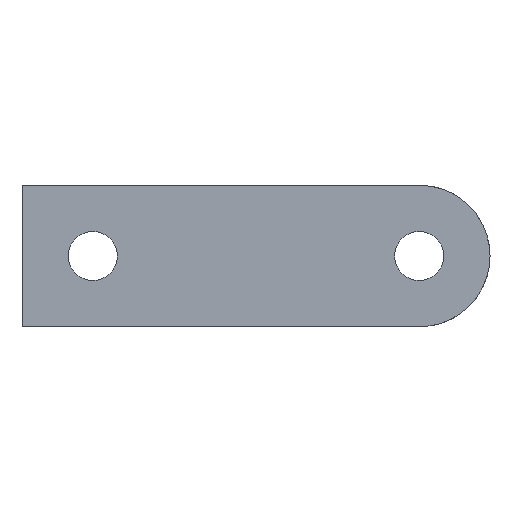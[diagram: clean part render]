
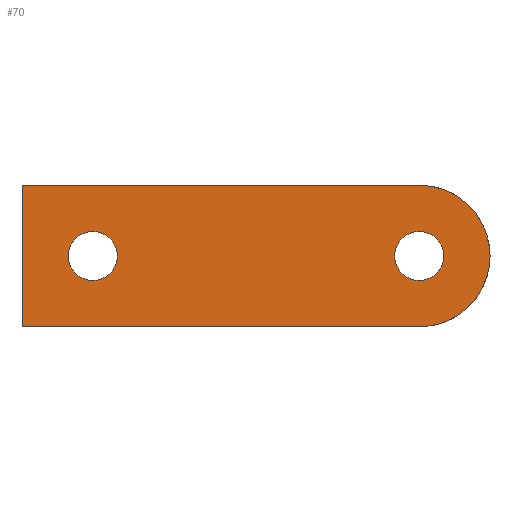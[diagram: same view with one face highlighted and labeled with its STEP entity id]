
A CAD part, top view. The second image highlights one B-rep face of the part: STEP entity #70.
In plain terms, the highlighted planar face has unit normal (0, 0, 1).
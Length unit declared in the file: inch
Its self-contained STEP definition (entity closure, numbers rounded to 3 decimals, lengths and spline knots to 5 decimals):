
#70=ADVANCED_FACE('',(#150,#151,#152),#153,.T.);
#150=FACE_BOUND('',#266,.T.);
#151=FACE_BOUND('',#267,.T.);
#152=FACE_OUTER_BOUND('',#268,.T.);
#153=PLANE('',#269);
#266=EDGE_LOOP('',(#460,#461,#462,#463));
#267=EDGE_LOOP('',(#464,#465,#466,#467));
#268=EDGE_LOOP('',(#468,#469,#470,#471,#472));
#269=AXIS2_PLACEMENT_3D('',#473,#474,#475);
#460=ORIENTED_EDGE('',*,*,#569,.F.);
#461=ORIENTED_EDGE('',*,*,#559,.F.);
#462=ORIENTED_EDGE('',*,*,#570,.F.);
#463=ORIENTED_EDGE('',*,*,#571,.F.);
#464=ORIENTED_EDGE('',*,*,#572,.F.);
#465=ORIENTED_EDGE('',*,*,#573,.F.);
#466=ORIENTED_EDGE('',*,*,#574,.F.);
#467=ORIENTED_EDGE('',*,*,#575,.F.);
#468=ORIENTED_EDGE('',*,*,#576,.F.);
#469=ORIENTED_EDGE('',*,*,#577,.F.);
#470=ORIENTED_EDGE('',*,*,#578,.F.);
#471=ORIENTED_EDGE('',*,*,#564,.F.);
#472=ORIENTED_EDGE('',*,*,#579,.F.);
#473=CARTESIAN_POINT('',(1.26906,0.40631,0.125));
#474=DIRECTION('',(0.0,0.0,1.0));
#475=DIRECTION('',(1.0,0.0,0.0));
#559=EDGE_CURVE('',#614,#615,#616,.T.);
#564=EDGE_CURVE('',#623,#624,#625,.T.);
#569=EDGE_CURVE('',#615,#632,#633,.T.);
#570=EDGE_CURVE('',#634,#614,#635,.T.);
#571=EDGE_CURVE('',#632,#634,#636,.T.);
#572=EDGE_CURVE('',#637,#638,#639,.T.);
#573=EDGE_CURVE('',#640,#637,#641,.T.);
#574=EDGE_CURVE('',#642,#640,#643,.T.);
#575=EDGE_CURVE('',#638,#642,#644,.T.);
#576=EDGE_CURVE('',#645,#646,#647,.T.);
#577=EDGE_CURVE('',#648,#645,#649,.T.);
#578=EDGE_CURVE('',#624,#648,#650,.T.);
#579=EDGE_CURVE('',#646,#623,#651,.T.);
#614=VERTEX_POINT('',#695);
#615=VERTEX_POINT('',#696);
#616=B_SPLINE_CURVE_WITH_KNOTS('',3,(#697,#698,#699,#700),.UNSPECIFIED.,.F.,.F.,(4,4),(0.0,1.0),.UNSPECIFIED.);
#623=VERTEX_POINT('',#712);
#624=VERTEX_POINT('',#713);
#625=LINE('',#714,#715);
#632=VERTEX_POINT('',#725);
#633=B_SPLINE_CURVE_WITH_KNOTS('',3,(#726,#727,#728,#729),.UNSPECIFIED.,.F.,.F.,(4,4),(0.0,1.0),.UNSPECIFIED.);
#634=VERTEX_POINT('',#730);
#635=B_SPLINE_CURVE_WITH_KNOTS('',3,(#731,#732,#733,#734),.UNSPECIFIED.,.F.,.F.,(4,4),(0.0,1.0),.UNSPECIFIED.);
#636=B_SPLINE_CURVE_WITH_KNOTS('',3,(#735,#736,#737,#738),.UNSPECIFIED.,.F.,.F.,(4,4),(0.0,1.0),.UNSPECIFIED.);
#637=VERTEX_POINT('',#739);
#638=VERTEX_POINT('',#740);
#639=B_SPLINE_CURVE_WITH_KNOTS('',3,(#741,#742,#743,#744),.UNSPECIFIED.,.F.,.F.,(4,4),(0.0,1.0),.UNSPECIFIED.);
#640=VERTEX_POINT('',#745);
#641=B_SPLINE_CURVE_WITH_KNOTS('',3,(#746,#747,#748,#749),.UNSPECIFIED.,.F.,.F.,(4,4),(0.0,1.0),.UNSPECIFIED.);
#642=VERTEX_POINT('',#750);
#643=B_SPLINE_CURVE_WITH_KNOTS('',3,(#751,#752,#753,#754),.UNSPECIFIED.,.F.,.F.,(4,4),(0.0,1.0),.UNSPECIFIED.);
#644=B_SPLINE_CURVE_WITH_KNOTS('',3,(#755,#756,#757,#758),.UNSPECIFIED.,.F.,.F.,(4,4),(0.0,1.0),.UNSPECIFIED.);
#645=VERTEX_POINT('',#759);
#646=VERTEX_POINT('',#760);
#647=B_SPLINE_CURVE_WITH_KNOTS('',3,(#761,#762,#763,#764),.UNSPECIFIED.,.F.,.F.,(4,4),(-1.0,-0.0),.UNSPECIFIED.);
#648=VERTEX_POINT('',#765);
#649=B_SPLINE_CURVE_WITH_KNOTS('',3,(#766,#767,#768,#769),.UNSPECIFIED.,.F.,.F.,(4,4),(-1.0,-0.0),.UNSPECIFIED.);
#650=LINE('',#770,#771);
#651=LINE('',#772,#773);
#695=CARTESIAN_POINT('',(2.28161,0.26568,0.125));
#696=CARTESIAN_POINT('',(2.42225,0.40632,0.125));
#697=CARTESIAN_POINT('',(2.28161,0.26568,0.125));
#698=CARTESIAN_POINT('',(2.35929,0.26568,0.125));
#699=CARTESIAN_POINT('',(2.42225,0.32864,0.125));
#700=CARTESIAN_POINT('',(2.42225,0.40632,0.125));
#712=CARTESIAN_POINT('',(0.0,0.0,0.125));
#713=CARTESIAN_POINT('',(0.0,0.81263,0.125));
#714=CARTESIAN_POINT('',(0.0,0.81263,0.125));
#715=VECTOR('',#856,1.0);
#725=CARTESIAN_POINT('',(2.28161,0.54696,0.125));
#726=CARTESIAN_POINT('',(2.42225,0.40632,0.125));
#727=CARTESIAN_POINT('',(2.42225,0.484,0.125));
#728=CARTESIAN_POINT('',(2.35929,0.54696,0.125));
#729=CARTESIAN_POINT('',(2.28161,0.54696,0.125));
#730=CARTESIAN_POINT('',(2.14097,0.40632,0.125));
#731=CARTESIAN_POINT('',(2.14097,0.40632,0.125));
#732=CARTESIAN_POINT('',(2.14097,0.32864,0.125));
#733=CARTESIAN_POINT('',(2.20393,0.26568,0.125));
#734=CARTESIAN_POINT('',(2.28161,0.26568,0.125));
#735=CARTESIAN_POINT('',(2.28161,0.54696,0.125));
#736=CARTESIAN_POINT('',(2.20393,0.54696,0.125));
#737=CARTESIAN_POINT('',(2.14097,0.484,0.125));
#738=CARTESIAN_POINT('',(2.14097,0.40632,0.125));
#739=CARTESIAN_POINT('',(0.54696,0.40632,0.125));
#740=CARTESIAN_POINT('',(0.40631,0.54696,0.125));
#741=CARTESIAN_POINT('',(0.54696,0.40632,0.125));
#742=CARTESIAN_POINT('',(0.54696,0.484,0.125));
#743=CARTESIAN_POINT('',(0.48399,0.54696,0.125));
#744=CARTESIAN_POINT('',(0.40631,0.54696,0.125));
#745=CARTESIAN_POINT('',(0.40631,0.26568,0.125));
#746=CARTESIAN_POINT('',(0.40631,0.26568,0.125));
#747=CARTESIAN_POINT('',(0.48399,0.26568,0.125));
#748=CARTESIAN_POINT('',(0.54696,0.32864,0.125));
#749=CARTESIAN_POINT('',(0.54696,0.40632,0.125));
#750=CARTESIAN_POINT('',(0.26567,0.40632,0.125));
#751=CARTESIAN_POINT('',(0.26567,0.40632,0.125));
#752=CARTESIAN_POINT('',(0.26567,0.32864,0.125));
#753=CARTESIAN_POINT('',(0.32863,0.26568,0.125));
#754=CARTESIAN_POINT('',(0.40631,0.26568,0.125));
#755=CARTESIAN_POINT('',(0.40631,0.54696,0.125));
#756=CARTESIAN_POINT('',(0.32863,0.54696,0.125));
#757=CARTESIAN_POINT('',(0.26567,0.484,0.125));
#758=CARTESIAN_POINT('',(0.26567,0.40632,0.125));
#759=CARTESIAN_POINT('',(2.68793,0.40632,0.125));
#760=CARTESIAN_POINT('',(2.28161,0.0,0.125));
#761=CARTESIAN_POINT('',(2.68793,0.40632,0.125));
#762=CARTESIAN_POINT('',(2.68793,0.18191,0.125));
#763=CARTESIAN_POINT('',(2.50602,0.0,0.125));
#764=CARTESIAN_POINT('',(2.28161,0.0,0.125));
#765=CARTESIAN_POINT('',(2.28161,0.81263,0.125));
#766=CARTESIAN_POINT('',(2.28161,0.81263,0.125));
#767=CARTESIAN_POINT('',(2.50602,0.81263,0.125));
#768=CARTESIAN_POINT('',(2.68793,0.63072,0.125));
#769=CARTESIAN_POINT('',(2.68793,0.40632,0.125));
#770=CARTESIAN_POINT('',(2.28161,0.81263,0.125));
#771=VECTOR('',#860,1.0);
#772=CARTESIAN_POINT('',(0.0,0.0,0.125));
#773=VECTOR('',#861,1.0);
#856=DIRECTION('',(0.0,1.0,0.0));
#860=DIRECTION('',(1.0,0.0,0.0));
#861=DIRECTION('',(-1.0,-0.0,-0.0));
